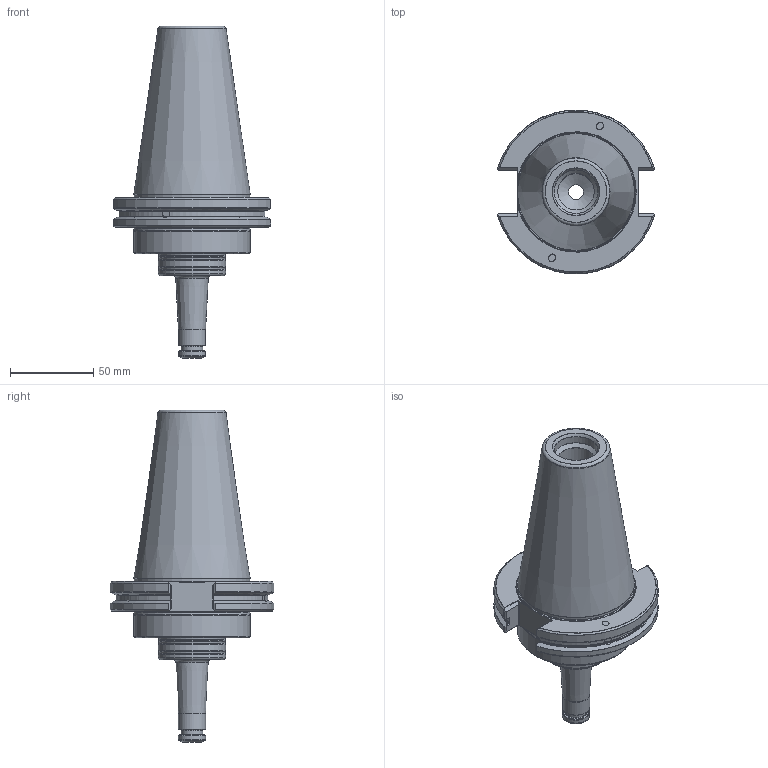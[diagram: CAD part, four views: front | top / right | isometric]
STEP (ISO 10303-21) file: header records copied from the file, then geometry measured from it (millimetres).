
FILE_DESCRIPTION(/* description */ (''),/* implementation_level */ '2;1');
FILE_NAME(/* name */ '435071056.stp',/* time_stamp */ '2021-01-12T12:05:31',/* author */ ('LRA'),/* organization */ ('REGO-FIX'),/* preprocessor_version */ ' Unknown',/* originating_system */ 'SIEMENS PLM Software Solid Edge ST10',/* authorization */ 'Unknown');
FILE_SCHEMA (('AUTOMOTIVE_DESIGN { 1 0 10303 214 2 1 1}'));
Length unit declared in the file: millimetre
Products named in the file (1): NOCUT
Bounding box: 94.65 x 98.36 x 199.6 mm (x, y, z)
Volume: 816085.9 mm3; surface area: 110869.1 mm2
Topology: 2 solids, 2 shells, 274 faces, 703 edges, 443 vertices
Faces by surface type: plane 110, cone 66, cylinder 62, torus 36
Full cylindrical faces by diameter (mm): 3.242 x6, 3.9 x2, 4.5 x2, 9 x2, 10 x2, 12 x2, 13 x2, 16 x2, 16.3 x2, 21.963 x6, 26.1 x1, 26.4 x1, 40.5 x3, 40.8 x3, 69.25 x2, 69.85 x1, 70.15 x1
Entity records: 9638 total; most frequent: CARTESIAN_POINT 1830, DIRECTION 1174, ORIENTED_EDGE 1104, EDGE_CURVE 552, AXIS2_PLACEMENT_3D 484, FACE_BOUND 414, VERTEX_POINT 410, EDGE_LOOP 410
